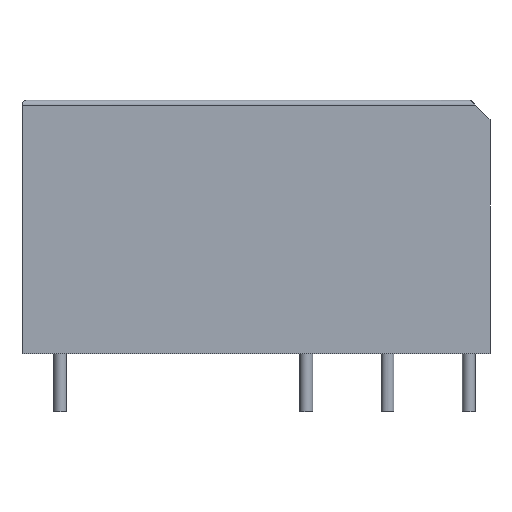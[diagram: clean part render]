
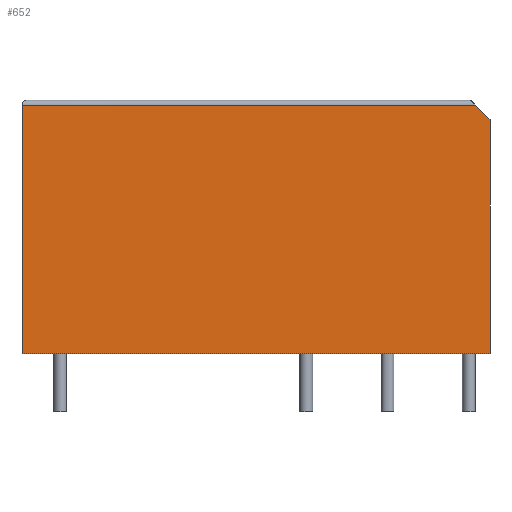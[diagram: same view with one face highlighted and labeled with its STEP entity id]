
A CAD part, front view. The second image highlights one B-rep face of the part: STEP entity #652.
In plain terms, the highlighted planar face has unit normal (0, -1, 0).
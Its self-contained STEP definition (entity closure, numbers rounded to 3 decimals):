
#67=PLANE('',#720);
#100=FACE_OUTER_BOUND('',#144,.T.);
#144=EDGE_LOOP('',(#475,#476,#477,#478,#479));
#201=LINE('',#989,#261);
#207=LINE('',#1009,#267);
#208=LINE('',#1011,#268);
#209=LINE('',#1013,#269);
#210=LINE('',#1014,#270);
#261=VECTOR('',#787,10.);
#267=VECTOR('',#807,10.);
#268=VECTOR('',#808,10.);
#269=VECTOR('',#809,10.);
#270=VECTOR('',#810,10.);
#321=VERTEX_POINT('',#987);
#322=VERTEX_POINT('',#988);
#329=VERTEX_POINT('',#1008);
#330=VERTEX_POINT('',#1010);
#331=VERTEX_POINT('',#1012);
#377=EDGE_CURVE('',#321,#322,#201,.T.);
#387=EDGE_CURVE('',#329,#321,#207,.T.);
#388=EDGE_CURVE('',#330,#329,#208,.T.);
#389=EDGE_CURVE('',#330,#331,#209,.T.);
#390=EDGE_CURVE('',#322,#331,#210,.T.);
#475=ORIENTED_EDGE('',*,*,#377,.F.);
#476=ORIENTED_EDGE('',*,*,#387,.F.);
#477=ORIENTED_EDGE('',*,*,#388,.F.);
#478=ORIENTED_EDGE('',*,*,#389,.T.);
#479=ORIENTED_EDGE('',*,*,#390,.F.);
#652=ADVANCED_FACE('',(#100),#67,.T.);
#720=AXIS2_PLACEMENT_3D('',#1007,#805,#806);
#787=DIRECTION('',(1.,0.,0.));
#805=DIRECTION('center_axis',(0.,-1.,0.));
#806=DIRECTION('ref_axis',(1.,0.,0.));
#807=DIRECTION('',(0.,0.,1.));
#808=DIRECTION('',(-1.,0.,0.));
#809=DIRECTION('',(0.,0.,1.));
#810=DIRECTION('',(0.707,0.,-0.707));
#987=CARTESIAN_POINT('',(-2.35,-6.35,15.4));
#988=CARTESIAN_POINT('',(25.75,-6.35,15.4));
#989=CARTESIAN_POINT('',(4.9,-6.35,15.4));
#1007=CARTESIAN_POINT('Origin',(-2.35,-6.35,0.));
#1008=CARTESIAN_POINT('',(-2.35,-6.35,0.));
#1009=CARTESIAN_POINT('',(-2.35,-6.35,0.));
#1010=CARTESIAN_POINT('',(26.65,-6.35,0.));
#1011=CARTESIAN_POINT('',(26.65,-6.35,0.));
#1012=CARTESIAN_POINT('',(26.65,-6.35,14.5));
#1013=CARTESIAN_POINT('',(26.65,-6.35,0.));
#1014=CARTESIAN_POINT('',(22.725,-6.35,18.425));
